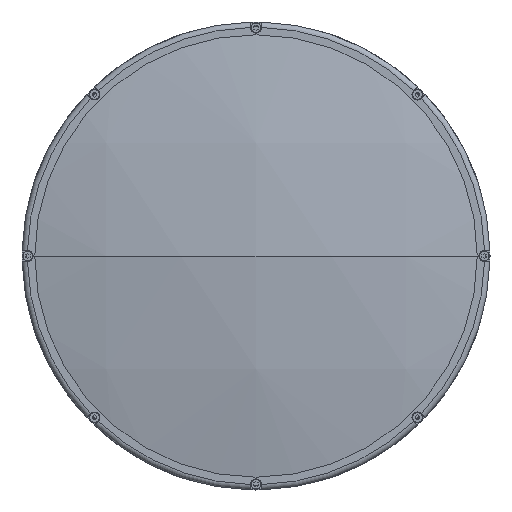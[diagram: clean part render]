
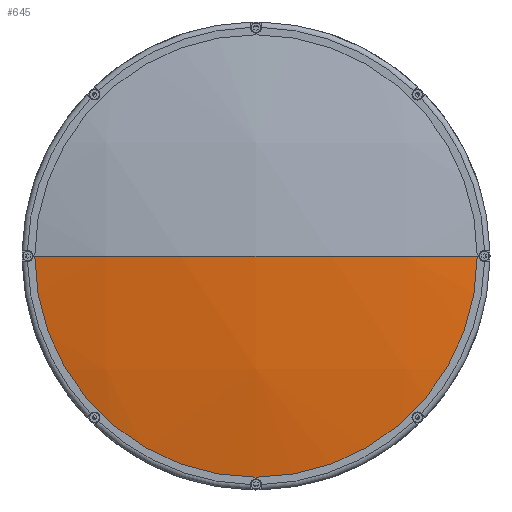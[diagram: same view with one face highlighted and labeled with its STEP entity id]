
A CAD part, left-side view. The second image highlights one B-rep face of the part: STEP entity #645.
In plain terms, the highlighted spherical face has radius 606 mm.
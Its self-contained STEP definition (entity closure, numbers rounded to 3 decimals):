
#401 = ORIENTED_EDGE ( 'NONE', *, *, #4249, .F. ) ;
#632 = AXIS2_PLACEMENT_3D ( 'NONE', #4702, #10661, #5551 ) ;
#645 = ADVANCED_FACE ( 'NONE', ( #2098 ), #1827, .T. ) ;
#874 = CARTESIAN_POINT ( 'NONE',  ( 45.627, 0., 0. ) ) ;
#1199 = VERTEX_POINT ( 'NONE', #2913 ) ;
#1241 = VERTEX_POINT ( 'NONE', #2702 ) ;
#1375 = ORIENTED_EDGE ( 'NONE', *, *, #10460, .T. ) ;
#1540 = CIRCLE ( 'NONE', #632, 606. ) ;
#1827 = SPHERICAL_SURFACE ( 'NONE', #4490, 606. ) ;
#2098 = FACE_OUTER_BOUND ( 'NONE', #5973, .T. ) ;
#2181 = CARTESIAN_POINT ( 'NONE',  ( 45.627, 0., 0. ) ) ;
#2373 = VERTEX_POINT ( 'NONE', #10601 ) ;
#2702 = CARTESIAN_POINT ( 'NONE',  ( -547.362, -124.9, 0. ) ) ;
#2849 = CIRCLE ( 'NONE', #5666, 124.9 ) ;
#2913 = CARTESIAN_POINT ( 'NONE',  ( -560.373, 0., 0. ) ) ;
#3068 = DIRECTION ( 'NONE',  ( 0., 1., 0. ) ) ;
#4249 = EDGE_CURVE ( 'NONE', #2373, #1199, #1540, .T. ) ;
#4490 = AXIS2_PLACEMENT_3D ( 'NONE', #874, #6452, #6441 ) ;
#4702 = CARTESIAN_POINT ( 'NONE',  ( 45.627, 0., 0. ) ) ;
#5108 = CARTESIAN_POINT ( 'NONE',  ( -547.362, 0., 0. ) ) ;
#5236 = EDGE_CURVE ( 'NONE', #2373, #1241, #2849, .T. ) ;
#5551 = DIRECTION ( 'NONE',  ( 0., -1., 0. ) ) ;
#5666 = AXIS2_PLACEMENT_3D ( 'NONE', #5108, #11047, #5969 ) ;
#5969 = DIRECTION ( 'NONE',  ( 0., 0., 1. ) ) ;
#5973 = EDGE_LOOP ( 'NONE', ( #8291, #1375, #401 ) ) ;
#6441 = DIRECTION ( 'NONE',  ( 0., 1., 0. ) ) ;
#6452 = DIRECTION ( 'NONE',  ( 0., 0., -1. ) ) ;
#8098 = DIRECTION ( 'NONE',  ( 0., 0., -1. ) ) ;
#8291 = ORIENTED_EDGE ( 'NONE', *, *, #5236, .T. ) ;
#8345 = AXIS2_PLACEMENT_3D ( 'NONE', #2181, #8098, #3068 ) ;
#10460 = EDGE_CURVE ( 'NONE', #1241, #1199, #11033, .T. ) ;
#10601 = CARTESIAN_POINT ( 'NONE',  ( -547.362, 124.9, 0. ) ) ;
#10661 = DIRECTION ( 'NONE',  ( 0., 0., 1. ) ) ;
#11033 = CIRCLE ( 'NONE', #8345, 606. ) ;
#11047 = DIRECTION ( 'NONE',  ( -1., 0., 0. ) ) ;
